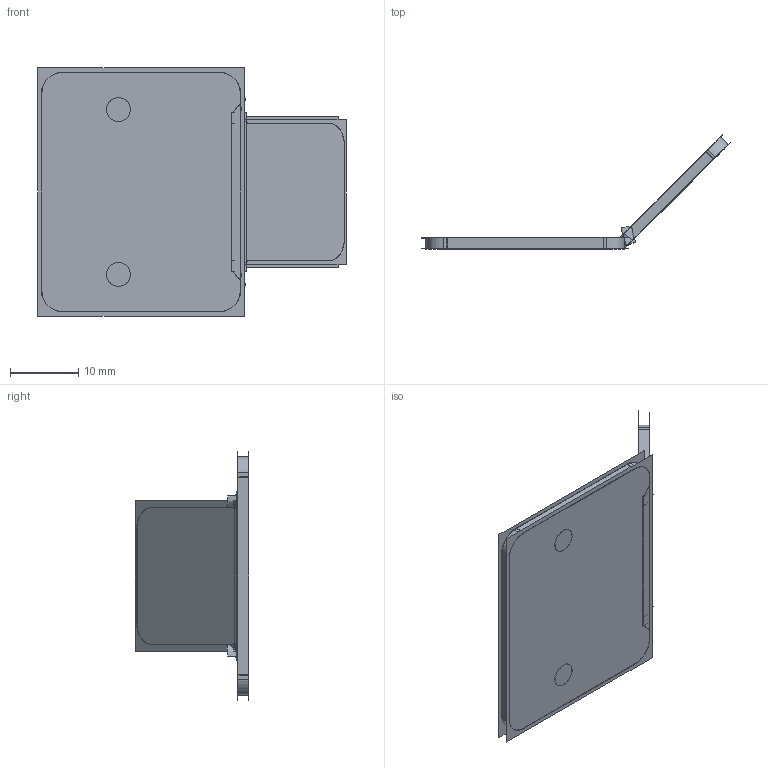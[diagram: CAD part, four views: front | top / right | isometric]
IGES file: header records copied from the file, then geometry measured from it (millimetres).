
Start section:  PTC IGES file: 193591.igs
Global section: file name: 193591.igs; native system: Creo Parametric by Parametric Technology Corporation; preprocessor: 2013230; author: pdmadmin; organization: Unknown; date: 20160219.141706; units: millimetre
Bounding box: 45.07 x 16.63 x 36.4 mm (x, y, z)
Volume: 2129.3 mm3; surface area: 12866.4 mm2
Topology: 1 solids, 1 shells, 64 faces, 336 edges, 422 vertices
Faces by surface type: bspline 40, revolution 24
